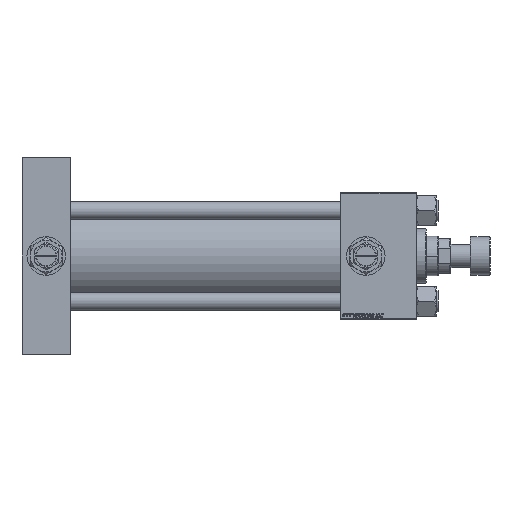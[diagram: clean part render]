
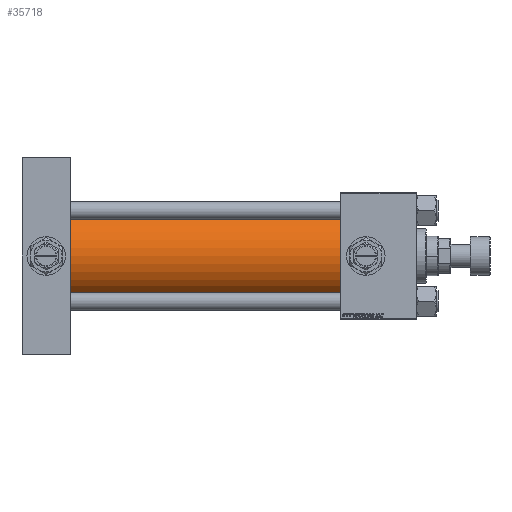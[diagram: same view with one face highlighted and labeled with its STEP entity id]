
A CAD part, front view. The second image highlights one B-rep face of the part: STEP entity #35718.
In plain terms, the highlighted cylindrical face has radius 43 mm (diameter 86 mm), a partial arc.
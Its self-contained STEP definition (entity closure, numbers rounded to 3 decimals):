
#440 = ORIENTED_EDGE ( 'NONE', *, *, #39227, .F. ) ;
#7966 = FACE_OUTER_BOUND ( 'NONE', #13631, .T. ) ;
#8385 = EDGE_CURVE ( 'NONE', #40677, #22503, #50436, .T. ) ;
#8504 = CYLINDRICAL_SURFACE ( 'NONE', #9191, 43. ) ;
#8547 = CARTESIAN_POINT ( 'NONE',  ( 44., 0., 43. ) ) ;
#8705 = CARTESIAN_POINT ( 'NONE',  ( 44., 0., 0. ) ) ;
#9071 = DIRECTION ( 'NONE',  ( 0., 0., -1. ) ) ;
#9191 = AXIS2_PLACEMENT_3D ( 'NONE', #16277, #45017, #24870 ) ;
#11447 = CARTESIAN_POINT ( 'NONE',  ( 290., 0., 43. ) ) ;
#11979 = DIRECTION ( 'NONE',  ( -1., 0., 0. ) ) ;
#13352 = CARTESIAN_POINT ( 'NONE',  ( 290., 0., 0. ) ) ;
#13631 = EDGE_LOOP ( 'NONE', ( #440, #46921, #15193, #15668 ) ) ;
#14230 = DIRECTION ( 'NONE',  ( 0., 0., 1. ) ) ;
#15193 = ORIENTED_EDGE ( 'NONE', *, *, #20963, .T. ) ;
#15668 = ORIENTED_EDGE ( 'NONE', *, *, #8385, .T. ) ;
#16277 = CARTESIAN_POINT ( 'NONE',  ( 290., 0., 0. ) ) ;
#20963 = EDGE_CURVE ( 'NONE', #45031, #40677, #48776, .T. ) ;
#22503 = VERTEX_POINT ( 'NONE', #35140 ) ;
#24870 = DIRECTION ( 'NONE',  ( 0., 0., 1. ) ) ;
#28111 = CIRCLE ( 'NONE', #30729, 43. ) ;
#29351 = CARTESIAN_POINT ( 'NONE',  ( 290., 0., 43. ) ) ;
#30729 = AXIS2_PLACEMENT_3D ( 'NONE', #13352, #49878, #9071 ) ;
#33626 = VECTOR ( 'NONE', #11979, 1000. ) ;
#34839 = VERTEX_POINT ( 'NONE', #51139 ) ;
#35140 = CARTESIAN_POINT ( 'NONE',  ( 44., 0., -43. ) ) ;
#35718 = ADVANCED_FACE ( 'NONE', ( #7966 ), #8504, .T. ) ;
#36896 = DIRECTION ( 'NONE',  ( -1., 0., 0. ) ) ;
#37691 = CARTESIAN_POINT ( 'NONE',  ( 290., 0., -43. ) ) ;
#39227 = EDGE_CURVE ( 'NONE', #34839, #22503, #45732, .T. ) ;
#40585 = EDGE_CURVE ( 'NONE', #45031, #34839, #28111, .T. ) ;
#40677 = VERTEX_POINT ( 'NONE', #8547 ) ;
#42695 = AXIS2_PLACEMENT_3D ( 'NONE', #8705, #46014, #14230 ) ;
#45017 = DIRECTION ( 'NONE',  ( -1., 0., 0. ) ) ;
#45031 = VERTEX_POINT ( 'NONE', #29351 ) ;
#45732 = LINE ( 'NONE', #37691, #47821 ) ;
#46014 = DIRECTION ( 'NONE',  ( 1., 0., 0. ) ) ;
#46921 = ORIENTED_EDGE ( 'NONE', *, *, #40585, .F. ) ;
#47821 = VECTOR ( 'NONE', #36896, 1000. ) ;
#48776 = LINE ( 'NONE', #11447, #33626 ) ;
#49878 = DIRECTION ( 'NONE',  ( 1., 0., 0. ) ) ;
#50436 = CIRCLE ( 'NONE', #42695, 43. ) ;
#51139 = CARTESIAN_POINT ( 'NONE',  ( 290., 0., -43. ) ) ;
